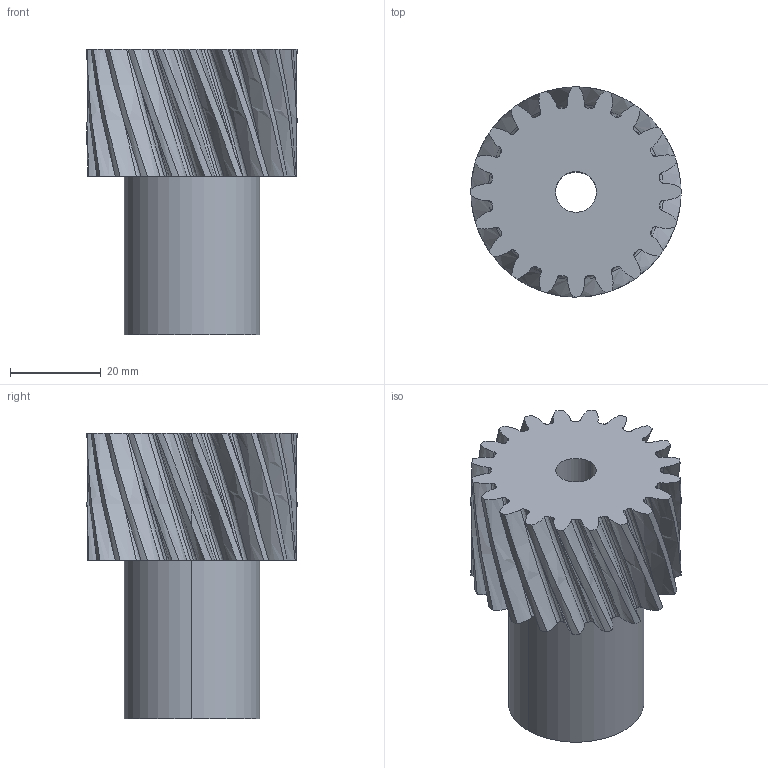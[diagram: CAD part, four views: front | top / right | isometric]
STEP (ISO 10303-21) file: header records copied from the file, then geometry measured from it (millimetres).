
FILE_DESCRIPTION (( 'STEP AP214' ), '1' );
FILE_NAME ('126-020-020.step', '2010-07-19T09:38:18', ( 'WMH Herion Antriebstechnik GmbH' ), ( 'WMH Herion Antriebstechnik GmbH' ), 'SwSTEP 2.0', 'SolidWorks 2010', '' );
FILE_SCHEMA (( 'AUTOMOTIVE_DESIGN' ));
Length unit declared in the file: millimetre
Products named in the file (1): 126-020-020
Bounding box: 46.44 x 46.44 x 63 mm (x, y, z)
Volume: 59715.2 mm3; surface area: 15122.2 mm2
Topology: 1 solids, 1 shells, 129 faces, 378 edges, 252 vertices
Faces by surface type: bspline 100, cylinder 26, plane 3
Entity records: 12316 total; most frequent: CARTESIAN_POINT 9726, ORIENTED_EDGE 756, EDGE_CURVE 378, DIRECTION 284, VERTEX_POINT 252, B_SPLINE_CURVE_WITH_KNOTS 160, AXIS2_PLACEMENT_3D 139, EDGE_LOOP 132
